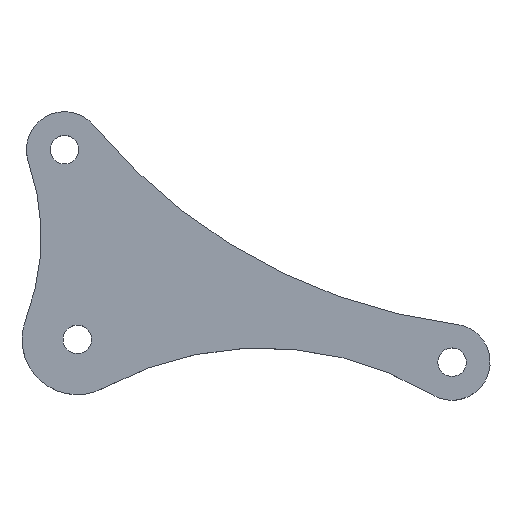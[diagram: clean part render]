
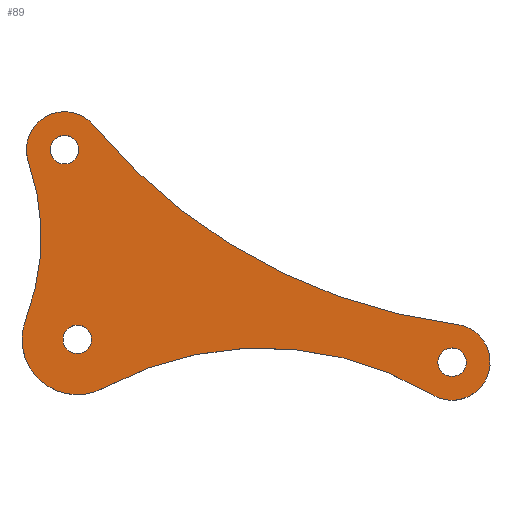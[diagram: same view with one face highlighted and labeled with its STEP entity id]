
A CAD part, top view. The second image highlights one B-rep face of the part: STEP entity #89.
In plain terms, the highlighted planar face has unit normal (0, 0, 1).
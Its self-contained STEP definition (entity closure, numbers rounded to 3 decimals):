
#3 = DIRECTION ( 'NONE',  ( 0., 0., -1. ) ) ;
#4 = EDGE_CURVE ( 'NONE', #284, #241, #118, .T. ) ;
#6 = VERTEX_POINT ( 'NONE', #483 ) ;
#7 = EDGE_CURVE ( 'NONE', #241, #604, #514, .T. ) ;
#10 = CARTESIAN_POINT ( 'NONE',  ( 37.931, -2.406, 3. ) ) ;
#12 = CARTESIAN_POINT ( 'NONE',  ( 2.77, -5.116, 3. ) ) ;
#19 = FACE_BOUND ( 'NONE', #502, .T. ) ;
#22 = ORIENTED_EDGE ( 'NONE', *, *, #569, .T. ) ;
#34 = DIRECTION ( 'NONE',  ( 1., 0., 0. ) ) ;
#35 = CIRCLE ( 'NONE', #405, 4. ) ;
#40 = CARTESIAN_POINT ( 'NONE',  ( -5.427, 2.095, 3. ) ) ;
#48 = AXIS2_PLACEMENT_3D ( 'NONE', #164, #206, #80 ) ;
#51 = VERTEX_POINT ( 'NONE', #119 ) ;
#59 = AXIS2_PLACEMENT_3D ( 'NONE', #600, #413, #547 ) ;
#61 = ORIENTED_EDGE ( 'NONE', *, *, #527, .T. ) ;
#70 = EDGE_CURVE ( 'NONE', #316, #321, #250, .T. ) ;
#74 = DIRECTION ( 'NONE',  ( 1., 0., 0. ) ) ;
#75 = CIRCLE ( 'NONE', #285, 4. ) ;
#80 = DIRECTION ( 'NONE',  ( 1., 0., 0. ) ) ;
#89 = ADVANCED_FACE ( 'NONE', ( #439, #494, #19, #166 ), #258, .T. ) ;
#93 = CARTESIAN_POINT ( 'NONE',  ( -5.127, 18.65, 3. ) ) ;
#94 = ORIENTED_EDGE ( 'NONE', *, *, #211, .F. ) ;
#97 = ORIENTED_EDGE ( 'NONE', *, *, #290, .F. ) ;
#110 = CARTESIAN_POINT ( 'NONE',  ( 47.357, 60.409, 3. ) ) ;
#116 = CIRCLE ( 'NONE', #181, 4. ) ;
#118 = CIRCLE ( 'NONE', #171, 24.133 ) ;
#119 = CARTESIAN_POINT ( 'NONE',  ( -5.345, 19.954, 3. ) ) ;
#127 = CARTESIAN_POINT ( 'NONE',  ( 0., 0., 3. ) ) ;
#130 = ORIENTED_EDGE ( 'NONE', *, *, #7, .T. ) ;
#134 = DIRECTION ( 'NONE',  ( 1., 0., 0. ) ) ;
#136 = DIRECTION ( 'NONE',  ( 1., 0., 0. ) ) ;
#137 = VERTEX_POINT ( 'NONE', #501 ) ;
#139 = EDGE_CURVE ( 'NONE', #168, #513, #35, .T. ) ;
#146 = EDGE_LOOP ( 'NONE', ( #601, #248 ) ) ;
#147 = CARTESIAN_POINT ( 'NONE',  ( 1.731, 22.51, 3. ) ) ;
#150 = DIRECTION ( 'NONE',  ( 1., 0., 0. ) ) ;
#164 = CARTESIAN_POINT ( 'NONE',  ( -1.345, 19.954, 3. ) ) ;
#166 = FACE_BOUND ( 'NONE', #146, .T. ) ;
#168 = VERTEX_POINT ( 'NONE', #185 ) ;
#171 = AXIS2_PLACEMENT_3D ( 'NONE', #577, #491, #252 ) ;
#179 = DIRECTION ( 'NONE',  ( 0., 0., 1. ) ) ;
#181 = AXIS2_PLACEMENT_3D ( 'NONE', #232, #410, #312 ) ;
#185 = CARTESIAN_POINT ( 'NONE',  ( 37.38, -5.84, 3. ) ) ;
#187 = AXIS2_PLACEMENT_3D ( 'NONE', #110, #3, #150 ) ;
#189 = ORIENTED_EDGE ( 'NONE', *, *, #70, .F. ) ;
#193 = EDGE_CURVE ( 'NONE', #137, #6, #561, .T. ) ;
#201 = ORIENTED_EDGE ( 'NONE', *, *, #4, .T. ) ;
#206 = DIRECTION ( 'NONE',  ( 0., 0., 1. ) ) ;
#211 = EDGE_CURVE ( 'NONE', #6, #137, #605, .T. ) ;
#213 = CARTESIAN_POINT ( 'NONE',  ( 19.438, -35.895, 3. ) ) ;
#218 = EDGE_CURVE ( 'NONE', #51, #284, #116, .T. ) ;
#225 = CARTESIAN_POINT ( 'NONE',  ( 0., 0., 3. ) ) ;
#226 = ORIENTED_EDGE ( 'NONE', *, *, #261, .T. ) ;
#229 = DIRECTION ( 'NONE',  ( 0., 0., 1. ) ) ;
#230 = CIRCLE ( 'NONE', #570, 1.5 ) ;
#232 = CARTESIAN_POINT ( 'NONE',  ( -1.345, 19.954, 3. ) ) ;
#233 = EDGE_LOOP ( 'NONE', ( #97, #189 ) ) ;
#234 = CARTESIAN_POINT ( 'NONE',  ( 0.155, 19.954, 3. ) ) ;
#236 = DIRECTION ( 'NONE',  ( 0., 0., 1. ) ) ;
#237 = EDGE_CURVE ( 'NONE', #467, #238, #542, .T. ) ;
#238 = VERTEX_POINT ( 'NONE', #370 ) ;
#241 = VERTEX_POINT ( 'NONE', #40 ) ;
#248 = ORIENTED_EDGE ( 'NONE', *, *, #437, .F. ) ;
#250 = CIRCLE ( 'NONE', #48, 1.5 ) ;
#251 = CARTESIAN_POINT ( 'NONE',  ( -1.345, 19.954, 3. ) ) ;
#252 = DIRECTION ( 'NONE',  ( 1., 0., 0. ) ) ;
#258 = PLANE ( 'NONE',  #543 ) ;
#261 = EDGE_CURVE ( 'NONE', #604, #385, #503, .T. ) ;
#281 = ORIENTED_EDGE ( 'NONE', *, *, #193, .F. ) ;
#284 = VERTEX_POINT ( 'NONE', #93 ) ;
#285 = AXIS2_PLACEMENT_3D ( 'NONE', #251, #352, #580 ) ;
#290 = EDGE_CURVE ( 'NONE', #321, #316, #230, .T. ) ;
#299 = CARTESIAN_POINT ( 'NONE',  ( -5.817, 0., 3. ) ) ;
#305 = CIRCLE ( 'NONE', #458, 35.003 ) ;
#308 = DIRECTION ( 'NONE',  ( -1., 0., 0. ) ) ;
#312 = DIRECTION ( 'NONE',  ( -1., 0., 0. ) ) ;
#316 = VERTEX_POINT ( 'NONE', #234 ) ;
#319 = AXIS2_PLACEMENT_3D ( 'NONE', #225, #179, #136 ) ;
#321 = VERTEX_POINT ( 'NONE', #470 ) ;
#338 = CARTESIAN_POINT ( 'NONE',  ( 39.431, -2.406, 3. ) ) ;
#345 = DIRECTION ( 'NONE',  ( 0., 0., 1. ) ) ;
#347 = AXIS2_PLACEMENT_3D ( 'NONE', #504, #496, #363 ) ;
#352 = DIRECTION ( 'NONE',  ( 0., 0., 1. ) ) ;
#353 = EDGE_CURVE ( 'NONE', #513, #432, #403, .T. ) ;
#363 = DIRECTION ( 'NONE',  ( 1., 0., 0. ) ) ;
#370 = CARTESIAN_POINT ( 'NONE',  ( 40.931, -2.406, 3. ) ) ;
#372 = DIRECTION ( 'NONE',  ( 0., 0., 1. ) ) ;
#379 = AXIS2_PLACEMENT_3D ( 'NONE', #464, #372, #134 ) ;
#385 = VERTEX_POINT ( 'NONE', #12 ) ;
#397 = CARTESIAN_POINT ( 'NONE',  ( -14.643, 15.369, 3. ) ) ;
#400 = DIRECTION ( 'NONE',  ( 0., 0., -1. ) ) ;
#403 = CIRCLE ( 'NONE', #187, 59.313 ) ;
#405 = AXIS2_PLACEMENT_3D ( 'NONE', #597, #447, #34 ) ;
#410 = DIRECTION ( 'NONE',  ( 0., 0., 1. ) ) ;
#413 = DIRECTION ( 'NONE',  ( 0., 0., 1. ) ) ;
#416 = DIRECTION ( 'NONE',  ( 1., 0., 0. ) ) ;
#432 = VERTEX_POINT ( 'NONE', #147 ) ;
#437 = EDGE_CURVE ( 'NONE', #238, #467, #480, .T. ) ;
#439 = FACE_BOUND ( 'NONE', #233, .T. ) ;
#440 = CARTESIAN_POINT ( 'NONE',  ( 39.931, 1.563, 3. ) ) ;
#447 = DIRECTION ( 'NONE',  ( 0., 0., 1. ) ) ;
#457 = CARTESIAN_POINT ( 'NONE',  ( -1.345, 19.954, 3. ) ) ;
#458 = AXIS2_PLACEMENT_3D ( 'NONE', #213, #400, #308 ) ;
#464 = CARTESIAN_POINT ( 'NONE',  ( 0., 0., 3. ) ) ;
#467 = VERTEX_POINT ( 'NONE', #10 ) ;
#470 = CARTESIAN_POINT ( 'NONE',  ( -2.845, 19.954, 3. ) ) ;
#480 = CIRCLE ( 'NONE', #500, 1.5 ) ;
#483 = CARTESIAN_POINT ( 'NONE',  ( 1.5, 0., 3. ) ) ;
#486 = DIRECTION ( 'NONE',  ( 1., 0., 0. ) ) ;
#491 = DIRECTION ( 'NONE',  ( 0., 0., -1. ) ) ;
#494 = FACE_OUTER_BOUND ( 'NONE', #598, .T. ) ;
#496 = DIRECTION ( 'NONE',  ( 0., 0., 1. ) ) ;
#500 = AXIS2_PLACEMENT_3D ( 'NONE', #338, #236, #565 ) ;
#501 = CARTESIAN_POINT ( 'NONE',  ( -1.5, 0., 3. ) ) ;
#502 = EDGE_LOOP ( 'NONE', ( #281, #94 ) ) ;
#503 = CIRCLE ( 'NONE', #319, 5.817 ) ;
#504 = CARTESIAN_POINT ( 'NONE',  ( 39.431, -2.406, 3. ) ) ;
#513 = VERTEX_POINT ( 'NONE', #440 ) ;
#514 = CIRCLE ( 'NONE', #595, 5.817 ) ;
#527 = EDGE_CURVE ( 'NONE', #385, #168, #305, .T. ) ;
#542 = CIRCLE ( 'NONE', #347, 1.5 ) ;
#543 = AXIS2_PLACEMENT_3D ( 'NONE', #397, #581, #74 ) ;
#547 = DIRECTION ( 'NONE',  ( 1., 0., 0. ) ) ;
#557 = ORIENTED_EDGE ( 'NONE', *, *, #353, .T. ) ;
#560 = ORIENTED_EDGE ( 'NONE', *, *, #139, .T. ) ;
#561 = CIRCLE ( 'NONE', #59, 1.5 ) ;
#565 = DIRECTION ( 'NONE',  ( 1., 0., 0. ) ) ;
#569 = EDGE_CURVE ( 'NONE', #432, #51, #75, .T. ) ;
#570 = AXIS2_PLACEMENT_3D ( 'NONE', #457, #229, #416 ) ;
#577 = CARTESIAN_POINT ( 'NONE',  ( -27.941, 10.784, 3. ) ) ;
#580 = DIRECTION ( 'NONE',  ( -1., 0., 0. ) ) ;
#581 = DIRECTION ( 'NONE',  ( 0., 0., 1. ) ) ;
#595 = AXIS2_PLACEMENT_3D ( 'NONE', #127, #345, #486 ) ;
#597 = CARTESIAN_POINT ( 'NONE',  ( 39.431, -2.406, 3. ) ) ;
#598 = EDGE_LOOP ( 'NONE', ( #201, #130, #226, #61, #560, #557, #22, #607 ) ) ;
#600 = CARTESIAN_POINT ( 'NONE',  ( 0., 0., 3. ) ) ;
#601 = ORIENTED_EDGE ( 'NONE', *, *, #237, .F. ) ;
#604 = VERTEX_POINT ( 'NONE', #299 ) ;
#605 = CIRCLE ( 'NONE', #379, 1.5 ) ;
#607 = ORIENTED_EDGE ( 'NONE', *, *, #218, .T. ) ;
